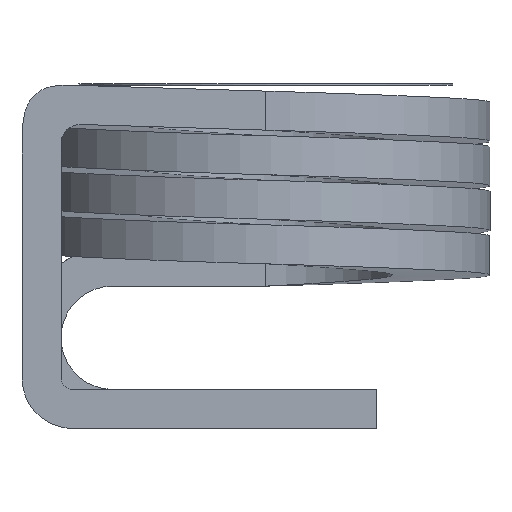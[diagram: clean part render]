
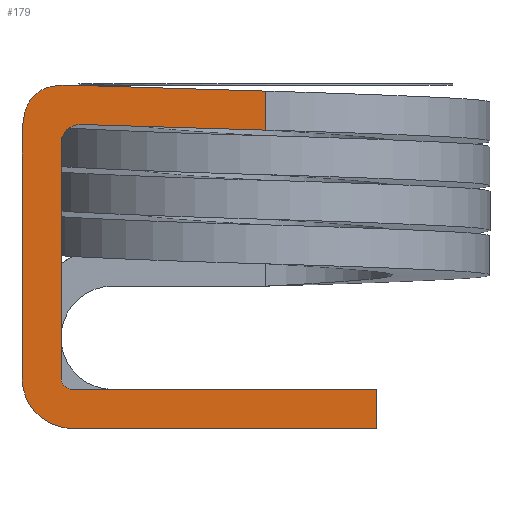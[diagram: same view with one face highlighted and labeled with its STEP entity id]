
A CAD part, left-side view. The second image highlights one B-rep face of the part: STEP entity #179.
In plain terms, the highlighted planar face has unit normal (-1, 0, 0).
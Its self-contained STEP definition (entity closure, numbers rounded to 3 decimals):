
#179 = ADVANCED_FACE( '', ( #423 ), #424, .F. );
#423 = FACE_OUTER_BOUND( '', #753, .T. );
#424 = PLANE( '', #754 );
#753 = EDGE_LOOP( '', ( #1357, #1358, #1359, #1360, #1361, #1362, #1363, #1364, #1365, #1366, #1367, #1368 ) );
#754 = AXIS2_PLACEMENT_3D( '', #1369, #1370, #1371 );
#1357 = ORIENTED_EDGE( '', *, *, #2460, .F. );
#1358 = ORIENTED_EDGE( '', *, *, #2461, .T. );
#1359 = ORIENTED_EDGE( '', *, *, #2462, .T. );
#1360 = ORIENTED_EDGE( '', *, *, #2463, .T. );
#1361 = ORIENTED_EDGE( '', *, *, #2464, .T. );
#1362 = ORIENTED_EDGE( '', *, *, #2465, .T. );
#1363 = ORIENTED_EDGE( '', *, *, #2466, .T. );
#1364 = ORIENTED_EDGE( '', *, *, #2467, .F. );
#1365 = ORIENTED_EDGE( '', *, *, #2468, .F. );
#1366 = ORIENTED_EDGE( '', *, *, #2469, .F. );
#1367 = ORIENTED_EDGE( '', *, *, #2470, .F. );
#1368 = ORIENTED_EDGE( '', *, *, #2471, .T. );
#1369 = CARTESIAN_POINT( '', ( -5.75, 0., 3.5 ) );
#1370 = DIRECTION( '', ( 1., 0., 0. ) );
#1371 = DIRECTION( '', ( 0., 0., -1. ) );
#2460 = EDGE_CURVE( '', #2840, #2841, #2842, .T. );
#2461 = EDGE_CURVE( '', #2840, #2843, #2844, .T. );
#2462 = EDGE_CURVE( '', #2843, #2845, #2846, .T. );
#2463 = EDGE_CURVE( '', #2845, #2847, #2848, .T. );
#2464 = EDGE_CURVE( '', #2847, #2849, #2850, .T. );
#2465 = EDGE_CURVE( '', #2849, #2851, #2852, .T. );
#2466 = EDGE_CURVE( '', #2851, #2853, #2854, .T. );
#2467 = EDGE_CURVE( '', #2855, #2853, #2856, .F. );
#2468 = EDGE_CURVE( '', #2857, #2855, #2858, .T. );
#2469 = EDGE_CURVE( '', #2859, #2857, #2860, .T. );
#2470 = EDGE_CURVE( '', #2861, #2859, #2862, .T. );
#2471 = EDGE_CURVE( '', #2861, #2841, #2863, .T. );
#2840 = VERTEX_POINT( '', #3402 );
#2841 = VERTEX_POINT( '', #3403 );
#2842 = LINE( '', #3404, #3405 );
#2843 = VERTEX_POINT( '', #3406 );
#2844 = LINE( '', #3407, #3408 );
#2845 = VERTEX_POINT( '', #3409 );
#2846 = LINE( '', #3410, #3411 );
#2847 = VERTEX_POINT( '', #3412 );
#2848 = B_SPLINE_CURVE_WITH_KNOTS( '', 3, ( #3413, #3414, #3415, #3416, #3417, #3418, #3419, #3420, #3421, #3422, #3423, #3424, #3425, #3426 ), .UNSPECIFIED., .F., .F., ( 4, 2, 2, 2, 2, 2, 4 ), ( 0., 0.245, 0.367, 0.49, 0.617, 0.745, 1. ), .UNSPECIFIED. );
#2849 = VERTEX_POINT( '', #3427 );
#2850 = LINE( '', #3428, #3429 );
#2851 = VERTEX_POINT( '', #3430 );
#2852 = CIRCLE( '', #3431, 1.3 );
#2853 = VERTEX_POINT( '', #3432 );
#2854 = LINE( '', #3433, #3434 );
#2855 = VERTEX_POINT( '', #3435 );
#2856 = LINE( '', #3436, #3437 );
#2857 = VERTEX_POINT( '', #3438 );
#2858 = LINE( '', #3439, #3440 );
#2859 = VERTEX_POINT( '', #3441 );
#2860 = CIRCLE( '', #3442, 0.3 );
#2861 = VERTEX_POINT( '', #3443 );
#2862 = LINE( '', #3444, #3445 );
#2863 = CIRCLE( '', #3446, 0.5 );
#3402 = CARTESIAN_POINT( '', ( -5.75, 0., 3.5 ) );
#3403 = CARTESIAN_POINT( '', ( -5.75, 4.735, 3.645 ) );
#3404 = CARTESIAN_POINT( '', ( -5.75, 0., 3.5 ) );
#3405 = VECTOR( '', #4870, 1000. );
#3406 = CARTESIAN_POINT( '', ( -5.75, 0., 4.5 ) );
#3407 = CARTESIAN_POINT( '', ( -5.75, 0., 3.5 ) );
#3408 = VECTOR( '', #4871, 1000. );
#3409 = CARTESIAN_POINT( '', ( -5.75, 4.93, 4.65 ) );
#3410 = CARTESIAN_POINT( '', ( -5.75, 0., 4.5 ) );
#3411 = VECTOR( '', #4872, 1000. );
#3412 = CARTESIAN_POINT( '', ( -5.75, 6.25, 3.351 ) );
#3413 = CARTESIAN_POINT( '', ( -5.75, 4.935, 4.65 ) );
#3414 = CARTESIAN_POINT( '', ( -5.75, 5.065, 4.654 ) );
#3415 = CARTESIAN_POINT( '', ( -5.75, 5.211, 4.66 ) );
#3416 = CARTESIAN_POINT( '', ( -5.75, 5.462, 4.628 ) );
#3417 = CARTESIAN_POINT( '', ( -5.75, 5.551, 4.61 ) );
#3418 = CARTESIAN_POINT( '', ( -5.75, 5.742, 4.537 ) );
#3419 = CARTESIAN_POINT( '', ( -5.75, 5.845, 4.479 ) );
#3420 = CARTESIAN_POINT( '', ( -5.75, 6.03, 4.298 ) );
#3421 = CARTESIAN_POINT( '', ( -5.75, 6.091, 4.192 ) );
#3422 = CARTESIAN_POINT( '', ( -5.75, 6.172, 3.997 ) );
#3423 = CARTESIAN_POINT( '', ( -5.75, 6.194, 3.906 ) );
#3424 = CARTESIAN_POINT( '', ( -5.75, 6.239, 3.646 ) );
#3425 = CARTESIAN_POINT( '', ( -5.75, 6.243, 3.491 ) );
#3426 = CARTESIAN_POINT( '', ( -5.75, 6.25, 3.351 ) );
#3427 = CARTESIAN_POINT( '', ( -5.75, 6.25, -2.85 ) );
#3428 = CARTESIAN_POINT( '', ( -5.75, 6.25, 3.351 ) );
#3429 = VECTOR( '', #4873, 1000. );
#3430 = CARTESIAN_POINT( '', ( -5.75, 4.95, -4.15 ) );
#3431 = AXIS2_PLACEMENT_3D( '', #4874, #4875, #4876 );
#3432 = CARTESIAN_POINT( '', ( -5.75, -2.85, -4.15 ) );
#3433 = CARTESIAN_POINT( '', ( -5.75, 4.95, -4.15 ) );
#3434 = VECTOR( '', #4877, 1000. );
#3435 = CARTESIAN_POINT( '', ( -5.75, -2.85, -3.15 ) );
#3436 = CARTESIAN_POINT( '', ( -5.75, -2.85, -4.15 ) );
#3437 = VECTOR( '', #4878, 1000. );
#3438 = CARTESIAN_POINT( '', ( -5.75, 4.95, -3.15 ) );
#3439 = CARTESIAN_POINT( '', ( -5.75, 4.95, -3.15 ) );
#3440 = VECTOR( '', #4879, 1000. );
#3441 = CARTESIAN_POINT( '', ( -5.75, 5.25, -2.85 ) );
#3442 = AXIS2_PLACEMENT_3D( '', #4880, #4881, #4882 );
#3443 = CARTESIAN_POINT( '', ( -5.75, 5.25, 3.145 ) );
#3444 = CARTESIAN_POINT( '', ( -5.75, 5.25, 3.351 ) );
#3445 = VECTOR( '', #4883, 1000. );
#3446 = AXIS2_PLACEMENT_3D( '', #4884, #4885, #4886 );
#4870 = DIRECTION( '', ( 0., 1., 0.031 ) );
#4871 = DIRECTION( '', ( 0., 0., 1. ) );
#4872 = DIRECTION( '', ( 0., 1., 0.031 ) );
#4873 = DIRECTION( '', ( 0., 0., -1. ) );
#4874 = CARTESIAN_POINT( '', ( -5.75, 4.95, -2.85 ) );
#4875 = DIRECTION( '', ( -1., 0., 0. ) );
#4876 = DIRECTION( '', ( 0., 1., 0. ) );
#4877 = DIRECTION( '', ( 0., -1., 0. ) );
#4878 = DIRECTION( '', ( 0., 0., 1. ) );
#4879 = DIRECTION( '', ( 0., -1., 0. ) );
#4880 = CARTESIAN_POINT( '', ( -5.75, 4.95, -2.85 ) );
#4881 = DIRECTION( '', ( -1., 0., 0. ) );
#4882 = DIRECTION( '', ( 0., 1., 0. ) );
#4883 = DIRECTION( '', ( 0., 0., -1. ) );
#4884 = CARTESIAN_POINT( '', ( -5.75, 4.75, 3.145 ) );
#4885 = DIRECTION( '', ( 1., 0., 0. ) );
#4886 = DIRECTION( '', ( 0., 0., -1. ) );
